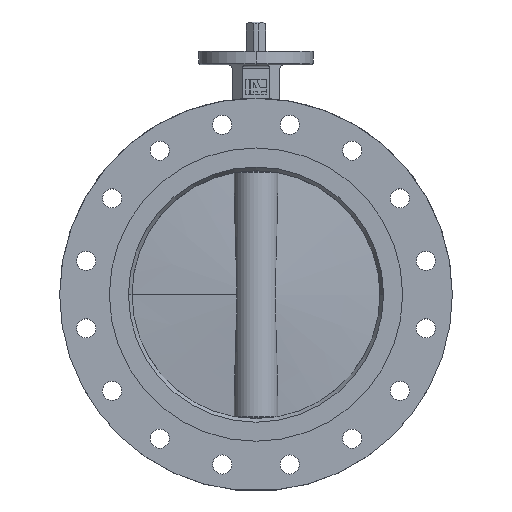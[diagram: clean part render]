
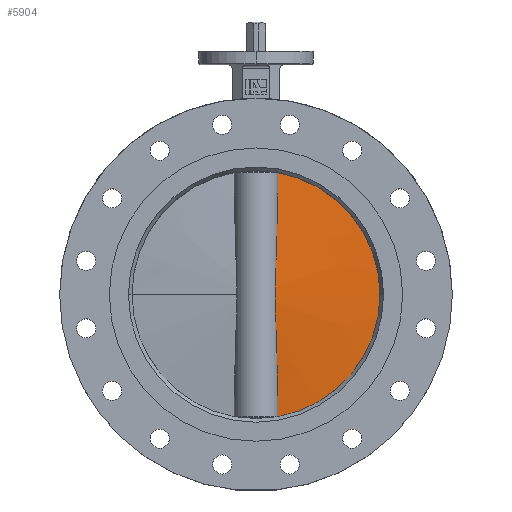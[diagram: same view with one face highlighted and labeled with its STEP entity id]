
A CAD part, top view. The second image highlights one B-rep face of the part: STEP entity #5904.
In plain terms, the highlighted conical face has half-angle 85.605 degrees and reference radius 169.153 mm.
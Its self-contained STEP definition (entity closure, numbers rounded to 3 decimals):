
#62 = DIRECTION ( 'NONE',  ( 0., 0., -1. ) ) ;
#63 = CARTESIAN_POINT ( 'NONE',  ( -4., 0., 0. ) ) ;
#64 = DIRECTION ( 'NONE',  ( 1., 0., 0. ) ) ;
#498 = CARTESIAN_POINT ( 'NONE',  ( -4.069, 165.602, 29.723 ) ) ;
#531 = CARTESIAN_POINT ( 'NONE',  ( -4.069, -165.602, 29.723 ) ) ;
#533 = CARTESIAN_POINT ( 'NONE',  ( -4.069, 0., 168.249 ) ) ;
#1113 = CIRCLE ( 'NONE', #3951, 168.249 ) ;
#1146 = CIRCLE ( 'NONE', #3967, 168.249 ) ;
#1749 = CARTESIAN_POINT ( 'NONE',  ( -4.069, 0., 0. ) ) ;
#1750 = DIRECTION ( 'NONE',  ( -1., 0., 0. ) ) ;
#1751 = DIRECTION ( 'NONE',  ( 0., 0., 1. ) ) ;
#1856 = CARTESIAN_POINT ( 'NONE',  ( -4.069, -165.602, 29.723 ) ) ;
#1857 = CARTESIAN_POINT ( 'NONE',  ( -5.115, -151.806, 29.58 ) ) ;
#1861 = CARTESIAN_POINT ( 'NONE',  ( -6.158, -138.01, 29.381 ) ) ;
#1862 = CARTESIAN_POINT ( 'NONE',  ( -8.231, -110.419, 28.868 ) ) ;
#1863 = CARTESIAN_POINT ( 'NONE',  ( -9.263, -96.625, 28.555 ) ) ;
#1864 = CARTESIAN_POINT ( 'NONE',  ( -10.782, -75.934, 28.001 ) ) ;
#1865 = CARTESIAN_POINT ( 'NONE',  ( -11.284, -69.037, 27.802 ) ) ;
#1866 = CARTESIAN_POINT ( 'NONE',  ( -12.266, -55.242, 27.383 ) ) ;
#1867 = CARTESIAN_POINT ( 'NONE',  ( -12.747, -48.344, 27.162 ) ) ;
#1868 = CARTESIAN_POINT ( 'NONE',  ( -13.428, -37.995, 26.828 ) ) ;
#1869 = CARTESIAN_POINT ( 'NONE',  ( -13.648, -34.545, 26.717 ) ) ;
#1870 = CARTESIAN_POINT ( 'NONE',  ( -14.062, -27.642, 26.501 ) ) ;
#1871 = CARTESIAN_POINT ( 'NONE',  ( -14.256, -24.19, 26.397 ) ) ;
#1872 = CARTESIAN_POINT ( 'NONE',  ( -14.596, -17.281, 26.211 ) ) ;
#1873 = CARTESIAN_POINT ( 'NONE',  ( -14.741, -13.825, 26.129 ) ) ;
#1874 = CARTESIAN_POINT ( 'NONE',  ( -14.946, -6.912, 26.012 ) ) ;
#1875 = CARTESIAN_POINT ( 'NONE',  ( -15.003, -3.456, 25.979 ) ) ;
#1876 = CARTESIAN_POINT ( 'NONE',  ( -15.003, 3.458, 25.979 ) ) ;
#1877 = CARTESIAN_POINT ( 'NONE',  ( -14.946, 6.914, 26.012 ) ) ;
#1878 = CARTESIAN_POINT ( 'NONE',  ( -14.741, 13.828, 26.129 ) ) ;
#1879 = CARTESIAN_POINT ( 'NONE',  ( -14.596, 17.286, 26.211 ) ) ;
#1880 = CARTESIAN_POINT ( 'NONE',  ( -14.256, 24.194, 26.397 ) ) ;
#1881 = CARTESIAN_POINT ( 'NONE',  ( -14.061, 27.646, 26.502 ) ) ;
#1882 = CARTESIAN_POINT ( 'NONE',  ( -13.648, 34.548, 26.717 ) ) ;
#1883 = CARTESIAN_POINT ( 'NONE',  ( -13.428, 37.999, 26.828 ) ) ;
#1884 = CARTESIAN_POINT ( 'NONE',  ( -12.747, 48.348, 27.162 ) ) ;
#1885 = CARTESIAN_POINT ( 'NONE',  ( -12.265, 55.245, 27.383 ) ) ;
#1886 = CARTESIAN_POINT ( 'NONE',  ( -11.283, 69.04, 27.802 ) ) ;
#1887 = CARTESIAN_POINT ( 'NONE',  ( -10.782, 75.937, 28.001 ) ) ;
#1888 = CARTESIAN_POINT ( 'NONE',  ( -9.263, 96.627, 28.555 ) ) ;
#1889 = CARTESIAN_POINT ( 'NONE',  ( -8.231, 110.421, 28.868 ) ) ;
#1890 = CARTESIAN_POINT ( 'NONE',  ( -6.158, 138.01, 29.381 ) ) ;
#1891 = CARTESIAN_POINT ( 'NONE',  ( -5.115, 151.806, 29.58 ) ) ;
#1892 = CARTESIAN_POINT ( 'NONE',  ( -4.069, 165.602, 29.723 ) ) ;
#1895 = CARTESIAN_POINT ( 'NONE',  ( -4.069, 0., 0. ) ) ;
#1896 = DIRECTION ( 'NONE',  ( -1., 0., 0. ) ) ;
#1897 = DIRECTION ( 'NONE',  ( 0., 0., 1. ) ) ;
#2306 = B_SPLINE_CURVE_WITH_KNOTS ( 'NONE', 3,
 ( #1856, #1857, #1861, #1862, #1863, #1864, #1865, #1866, #1867, #1868, #1869, #1870, #1871, #1872, #1873, #1874, #1875, #1876, #1877, #1878, #1879, #1880, #1881, #1882, #1883, #1884, #1885, #1886, #1887, #1888, #1889, #1890, #1891, #1892 ),
 .UNSPECIFIED., .F., .F.,
 ( 4, 2, 2, 2, 2, 2, 2, 2, 2, 2, 2, 2, 2, 2, 2, 2, 4 ),
 ( -0.149, -0.108, -0.066, -0.046, -0.025, -0.014, -0.004, 0.006, 0.017, 0.027, 0.037, 0.048, 0.058, 0.079, 0.1, 0.141, 0.183 ),
 .UNSPECIFIED. ) ;
#3620 = FACE_OUTER_BOUND ( 'NONE', #6064, .T. ) ;
#3625 = CONICAL_SURFACE ( 'NONE', #7133, 169.153, 1.494 ) ;
#3951 = AXIS2_PLACEMENT_3D ( 'NONE', #1749, #1750, #1751 ) ;
#3967 = AXIS2_PLACEMENT_3D ( 'NONE', #1895, #1896, #1897 ) ;
#4256 = EDGE_CURVE ( 'NONE', #6338, #6340, #1113, .T. ) ;
#4284 = EDGE_CURVE ( 'NONE', #6338, #6305, #2306, .T. ) ;
#4285 = EDGE_CURVE ( 'NONE', #6340, #6305, #1146, .T. ) ;
#5904 = ADVANCED_FACE ( 'NONE', ( #3620 ), #3625, .T. ) ;
#6064 = EDGE_LOOP ( 'NONE', ( #6531, #6532, #6533 ) ) ;
#6305 = VERTEX_POINT ( 'NONE', #498 ) ;
#6338 = VERTEX_POINT ( 'NONE', #531 ) ;
#6340 = VERTEX_POINT ( 'NONE', #533 ) ;
#6531 = ORIENTED_EDGE ( 'NONE', *, *, #4284, .F. ) ;
#6532 = ORIENTED_EDGE ( 'NONE', *, *, #4256, .T. ) ;
#6533 = ORIENTED_EDGE ( 'NONE', *, *, #4285, .T. ) ;
#7133 = AXIS2_PLACEMENT_3D ( 'NONE', #63, #64, #62 ) ;
